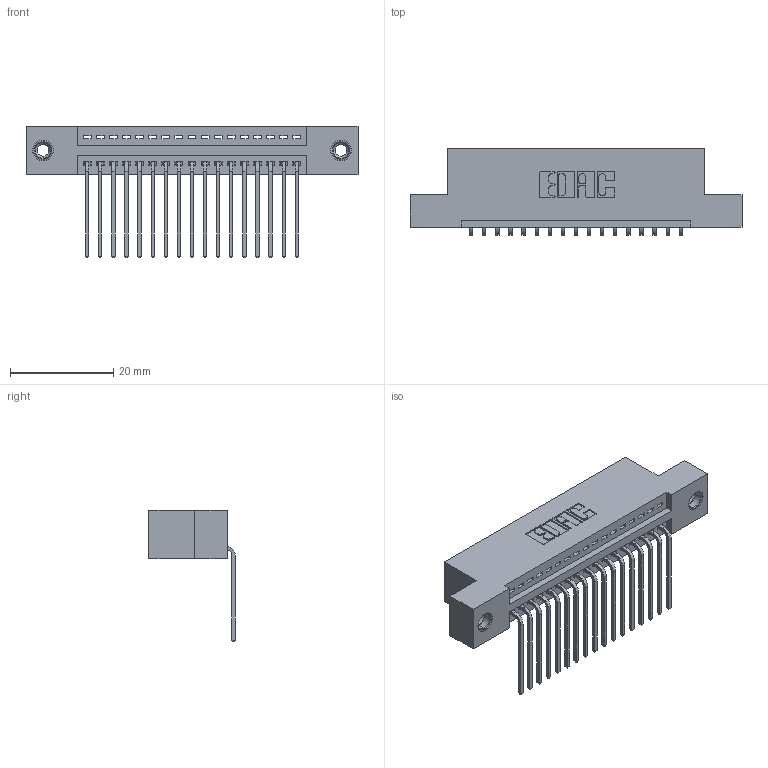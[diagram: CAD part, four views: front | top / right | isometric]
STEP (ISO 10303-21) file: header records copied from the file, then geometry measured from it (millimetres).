
FILE_DESCRIPTION (( 'STEP AP203' ), '1' );
FILE_NAME ('345-017-559-108.STEP', '2019-10-04T16:27:36', ( '' ), ( '' ), 'SwSTEP 2.0', 'SolidWorks 2016', '' );
FILE_SCHEMA (( 'CONFIG_CONTROL_DESIGN' ));
Length unit declared in the file: inch
Products named in the file (4): 345 Part_Flush Mounting Lugs - 0.156 Dia-TI; 345-250-001_345-250-003-102; 345-017-559-108; 345-292-001_558 559 Tail - 1
Assembly tree (20 placements, depth 2):
  345-017-559-108
    345 Part_Flush Mounting Lugs - 0.156 Dia-TI
    345-292-001_558 559 Tail - 1  x17
    345-250-001_345-250-003-102  x2
Bounding box: 64.39 x 16.75 x 25.53 mm (x, y, z)
Volume: 5961.1 mm3; surface area: 7933.9 mm2
Topology: 20 solids, 20 shells, 1206 faces, 3571 edges, 2350 vertices
Faces by surface type: plane 826, cylinder 364, cone 12, torus 4
Entity records: 17430 total; most frequent: CARTESIAN_POINT 3002, ORIENTED_EDGE 2946, DIRECTION 2685, EDGE_CURVE 1473, LINE 1253, VECTOR 1253, VERTEX_POINT 976, AXIS2_PLACEMENT_3D 716
